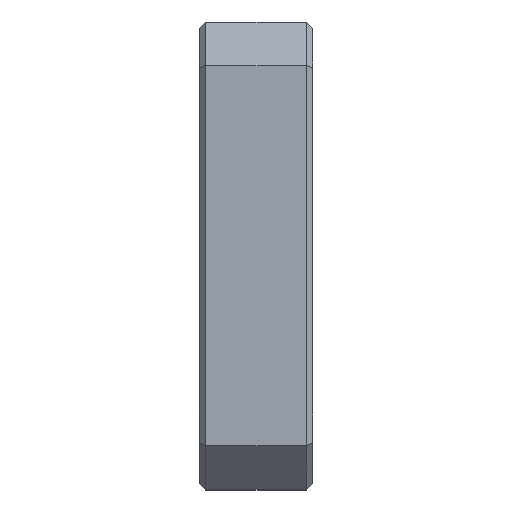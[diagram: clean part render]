
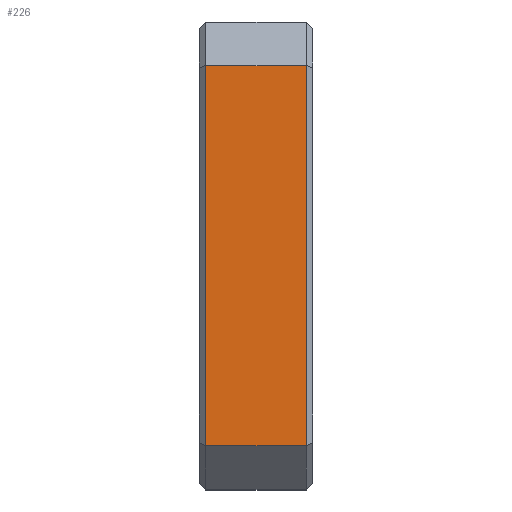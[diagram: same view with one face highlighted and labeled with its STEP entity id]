
A CAD part, top view. The second image highlights one B-rep face of the part: STEP entity #226.
In plain terms, the highlighted planar face has unit normal (0, 0, 1).
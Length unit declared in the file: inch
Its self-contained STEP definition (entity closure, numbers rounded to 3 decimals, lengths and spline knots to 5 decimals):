
#9 = EDGE_LOOP ( 'NONE', ( #306, #1174, #137, #82 ) ) ;
#39 = LINE ( 'NONE', #195, #732 ) ;
#82 = ORIENTED_EDGE ( 'NONE', *, *, #662, .T. ) ;
#109 = DIRECTION ( 'NONE',  ( -1., 0., 0. ) ) ;
#137 = ORIENTED_EDGE ( 'NONE', *, *, #1132, .T. ) ;
#195 = CARTESIAN_POINT ( 'NONE',  ( 0.01, -0.375, 0.375 ) ) ;
#226 = ADVANCED_FACE ( 'NONE', ( #792 ), #507, .F. ) ;
#264 = VERTEX_POINT ( 'NONE', #886 ) ;
#291 = CARTESIAN_POINT ( 'NONE',  ( 0.172, -0.305, 0.375 ) ) ;
#306 = ORIENTED_EDGE ( 'NONE', *, *, #608, .T. ) ;
#317 = VERTEX_POINT ( 'NONE', #614 ) ;
#382 = LINE ( 'NONE', #643, #561 ) ;
#398 = VECTOR ( 'NONE', #109, 39.37008 ) ;
#409 = AXIS2_PLACEMENT_3D ( 'NONE', #692, #606, #804 ) ;
#431 = VECTOR ( 'NONE', #746, 39.37008 ) ;
#472 = CARTESIAN_POINT ( 'NONE',  ( 0.182, 0.305, 0.375 ) ) ;
#507 = PLANE ( 'NONE',  #409 ) ;
#561 = VECTOR ( 'NONE', #651, 39.37008 ) ;
#606 = DIRECTION ( 'NONE',  ( 0., 0., -1. ) ) ;
#608 = EDGE_CURVE ( 'NONE', #317, #610, #382, .T. ) ;
#610 = VERTEX_POINT ( 'NONE', #291 ) ;
#614 = CARTESIAN_POINT ( 'NONE',  ( 0.01, -0.305, 0.375 ) ) ;
#643 = CARTESIAN_POINT ( 'NONE',  ( 0.182, -0.305, 0.375 ) ) ;
#651 = DIRECTION ( 'NONE',  ( 1., 0., 0. ) ) ;
#658 = CARTESIAN_POINT ( 'NONE',  ( 0.01, 0.305, 0.375 ) ) ;
#662 = EDGE_CURVE ( 'NONE', #726, #317, #39, .T. ) ;
#692 = CARTESIAN_POINT ( 'NONE',  ( 0.182, -0.375, 0.375 ) ) ;
#726 = VERTEX_POINT ( 'NONE', #658 ) ;
#732 = VECTOR ( 'NONE', #834, 39.37008 ) ;
#746 = DIRECTION ( 'NONE',  ( 0., 1., 0. ) ) ;
#753 = EDGE_CURVE ( 'NONE', #610, #264, #1165, .T. ) ;
#762 = CARTESIAN_POINT ( 'NONE',  ( 0.172, 0.305, 0.375 ) ) ;
#792 = FACE_OUTER_BOUND ( 'NONE', #9, .T. ) ;
#793 = LINE ( 'NONE', #472, #398 ) ;
#804 = DIRECTION ( 'NONE',  ( 0., 1., 0. ) ) ;
#834 = DIRECTION ( 'NONE',  ( 0., -1., 0. ) ) ;
#886 = CARTESIAN_POINT ( 'NONE',  ( 0.172, 0.305, 0.375 ) ) ;
#1132 = EDGE_CURVE ( 'NONE', #264, #726, #793, .T. ) ;
#1165 = LINE ( 'NONE', #762, #431 ) ;
#1174 = ORIENTED_EDGE ( 'NONE', *, *, #753, .T. ) ;
